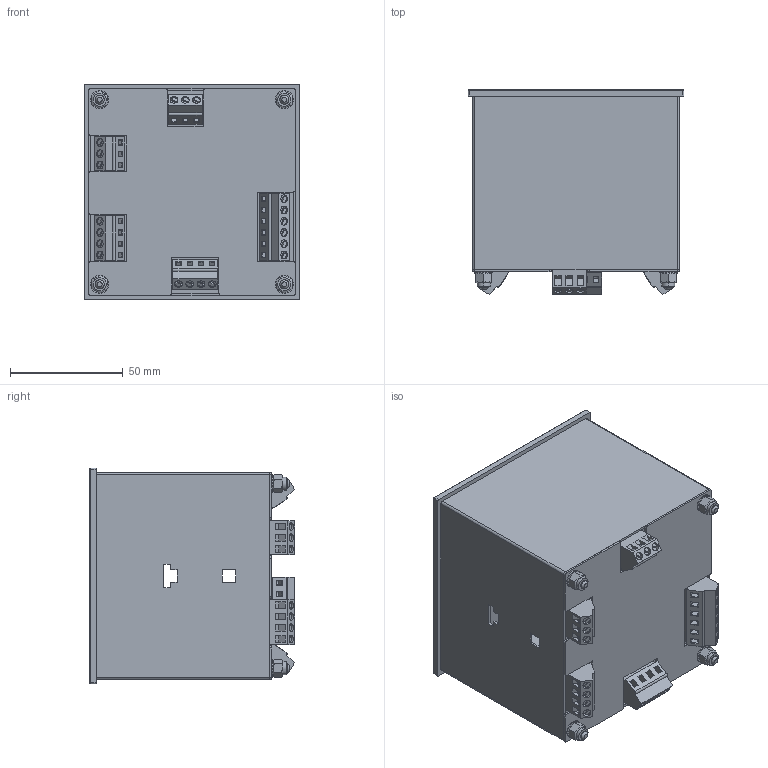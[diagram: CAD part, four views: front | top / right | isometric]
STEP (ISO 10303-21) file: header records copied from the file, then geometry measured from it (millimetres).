
FILE_DESCRIPTION(('TFLEX Exchange Step'),'2;1');
FILE_NAME('3D-модель прибора 13K6_2УВ.stp', '2020-10-19T22:01:04+05:00',('Алексей'),('Unknown organisation'),'TFLEX Exchange 2019.1','T-FLEX CAD','Unknown authorisation');
FILE_SCHEMA( ('AUTOMOTIVE_DESIGN { 1 0 10303 214 1 1 1 1 }') );
Length unit declared in the file: millimetre
Products named in the file (14): Клемма:3; Клемма; Клемма:4; Клемма кр:3; Клемма кр; Клемма:6; <Гайки стопорные>Гайка ГОСТ Р 50273-92; <Шайбы>Шайба ГОСТ 10450-78; <Шпильки>Шпилька ГОСТ 22038-76; Этикетка; Корпус; _13K6_2УВ
Assembly tree (35 placements, depth 3):
  _13K6_2УВ
    Клемма
      Клемма:3  x3
    Клемма  x2
      Клемма:4
    Клемма кр
      Клемма кр:3  x3
    Клемма
      Клемма:6  x6
    <Гайки стопорные>Гайка ГОСТ Р 50273-92  x4
    <Шайбы>Шайба ГОСТ 10450-78  x4
    <Шпильки>Шпилька ГОСТ 22038-76  x4
    Этикетка
    Корпус
Bounding box: 96 x 91.13 x 96 mm (x, y, z)
Volume: 84435.9 mm3; surface area: 139825.2 mm2
Topology: 85 solids, 85 shells, 1342 faces, 3275 edges, 2138 vertices
Faces by surface type: plane 1013, cylinder 167, bspline 130, cone 28, sphere 4
Full cylindrical faces by diameter (mm): 3.242 x4, 3.5 x40
Entity records: 32515 total; most frequent: CARTESIAN_POINT 7251, ORIENTED_EDGE 5252, DIRECTION 4659, EDGE_CURVE 2626, VECTOR 1997, LINE 1997, VERTEX_POINT 1723, AXIS2_PLACEMENT_3D 1331
